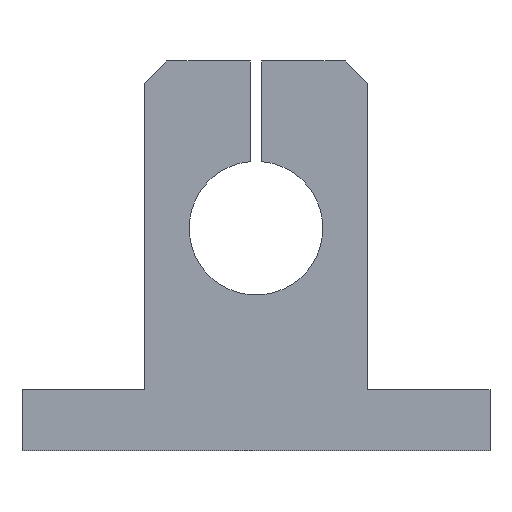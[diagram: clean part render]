
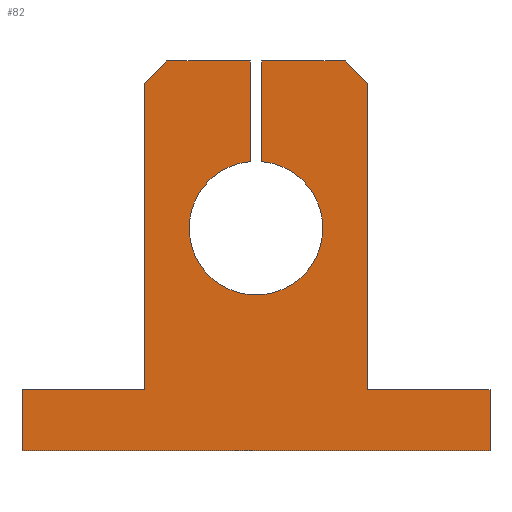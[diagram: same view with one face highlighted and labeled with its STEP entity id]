
A CAD part, front view. The second image highlights one B-rep face of the part: STEP entity #82.
In plain terms, the highlighted planar face has unit normal (0, -1, 0).
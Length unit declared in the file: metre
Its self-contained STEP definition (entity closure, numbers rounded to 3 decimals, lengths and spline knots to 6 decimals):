
#82 = ADVANCED_FACE( '', ( #179 ), #180, .F. );
#179 = FACE_OUTER_BOUND( '', #287, .T. );
#180 = PLANE( '', #288 );
#287 = EDGE_LOOP( '', ( #462, #463, #464, #465, #466, #467, #468, #469, #470, #471, #472, #473, #474, #475 ) );
#288 = AXIS2_PLACEMENT_3D( '', #476, #477, #478 );
#462 = ORIENTED_EDGE( '', *, *, #617, .F. );
#463 = ORIENTED_EDGE( '', *, *, #666, .T. );
#464 = ORIENTED_EDGE( '', *, *, #667, .F. );
#465 = ORIENTED_EDGE( '', *, *, #621, .T. );
#466 = ORIENTED_EDGE( '', *, *, #668, .T. );
#467 = ORIENTED_EDGE( '', *, *, #626, .T. );
#468 = ORIENTED_EDGE( '', *, *, #669, .F. );
#469 = ORIENTED_EDGE( '', *, *, #670, .T. );
#470 = ORIENTED_EDGE( '', *, *, #671, .F. );
#471 = ORIENTED_EDGE( '', *, *, #637, .F. );
#472 = ORIENTED_EDGE( '', *, *, #656, .F. );
#473 = ORIENTED_EDGE( '', *, *, #663, .F. );
#474 = ORIENTED_EDGE( '', *, *, #632, .F. );
#475 = ORIENTED_EDGE( '', *, *, #672, .F. );
#476 = CARTESIAN_POINT( '', ( -0.01, -0.006, 0. ) );
#477 = DIRECTION( '', ( 0., 1., 0. ) );
#478 = DIRECTION( '', ( 0., 0., 1. ) );
#617 = EDGE_CURVE( '', #727, #729, #730, .T. );
#621 = EDGE_CURVE( '', #736, #733, #737, .T. );
#626 = EDGE_CURVE( '', #745, #743, #746, .T. );
#632 = EDGE_CURVE( '', #754, #756, #757, .T. );
#637 = EDGE_CURVE( '', #763, #765, #766, .T. );
#656 = EDGE_CURVE( '', #791, #763, #793, .T. );
#663 = EDGE_CURVE( '', #756, #791, #803, .T. );
#666 = EDGE_CURVE( '', #727, #807, #808, .F. );
#667 = EDGE_CURVE( '', #736, #807, #809, .T. );
#668 = EDGE_CURVE( '', #733, #745, #810, .T. );
#669 = EDGE_CURVE( '', #811, #743, #812, .T. );
#670 = EDGE_CURVE( '', #811, #813, #814, .F. );
#671 = EDGE_CURVE( '', #765, #813, #815, .T. );
#672 = EDGE_CURVE( '', #729, #754, #816, .T. );
#727 = VERTEX_POINT( '', #885 );
#729 = VERTEX_POINT( '', #888 );
#730 = LINE( '', #889, #890 );
#733 = VERTEX_POINT( '', #894 );
#736 = VERTEX_POINT( '', #898 );
#737 = LINE( '', #899, #900 );
#743 = VERTEX_POINT( '', #908 );
#745 = VERTEX_POINT( '', #911 );
#746 = LINE( '', #912, #913 );
#754 = VERTEX_POINT( '', #924 );
#756 = VERTEX_POINT( '', #927 );
#757 = LINE( '', #928, #929 );
#763 = VERTEX_POINT( '', #937 );
#765 = VERTEX_POINT( '', #940 );
#766 = LINE( '', #941, #942 );
#791 = VERTEX_POINT( '', #979 );
#793 = LINE( '', #982, #983 );
#803 = LINE( '', #993, #994 );
#807 = VERTEX_POINT( '', #998 );
#808 = LINE( '', #999, #1000 );
#809 = LINE( '', #1001, #1002 );
#810 = CIRCLE( '', #1003, 0.006 );
#811 = VERTEX_POINT( '', #1004 );
#812 = LINE( '', #1005, #1006 );
#813 = VERTEX_POINT( '', #1007 );
#814 = LINE( '', #1008, #1009 );
#815 = LINE( '', #1010, #1011 );
#816 = LINE( '', #1012, #1013 );
#885 = CARTESIAN_POINT( '', ( 0.01, -0.006, 0.033 ) );
#888 = CARTESIAN_POINT( '', ( 0.01, -0.006, 0.0055 ) );
#889 = CARTESIAN_POINT( '', ( 0.01, -0.006, 0.035 ) );
#890 = VECTOR( '', #1076, 1. );
#894 = CARTESIAN_POINT( '', ( 0.0005, -0.006, 0.025979 ) );
#898 = CARTESIAN_POINT( '', ( 0.0005, -0.006, 0.035 ) );
#899 = CARTESIAN_POINT( '', ( 0.0005, -0.006, 0.035 ) );
#900 = VECTOR( '', #1079, 1. );
#908 = CARTESIAN_POINT( '', ( -0.0005, -0.006, 0.035 ) );
#911 = CARTESIAN_POINT( '', ( -0.0005, -0.006, 0.025979 ) );
#912 = CARTESIAN_POINT( '', ( -0.0005, -0.006, 0.02 ) );
#913 = VECTOR( '', #1083, 1. );
#924 = CARTESIAN_POINT( '', ( 0.021, -0.006, 0.0055 ) );
#927 = CARTESIAN_POINT( '', ( 0.021, -0.006, 0. ) );
#928 = CARTESIAN_POINT( '', ( 0.021, -0.006, 0.0055 ) );
#929 = VECTOR( '', #1088, 1. );
#937 = CARTESIAN_POINT( '', ( -0.021, -0.006, 0.0055 ) );
#940 = CARTESIAN_POINT( '', ( -0.01, -0.006, 0.0055 ) );
#941 = CARTESIAN_POINT( '', ( -0.021, -0.006, 0.0055 ) );
#942 = VECTOR( '', #1092, 1. );
#979 = CARTESIAN_POINT( '', ( -0.021, -0.006, 0. ) );
#982 = CARTESIAN_POINT( '', ( -0.021, -0.006, 0. ) );
#983 = VECTOR( '', #1112, 1. );
#993 = CARTESIAN_POINT( '', ( 0.021, -0.006, 0. ) );
#994 = VECTOR( '', #1122, 1. );
#998 = CARTESIAN_POINT( '', ( 0.008, -0.006, 0.035 ) );
#999 = CARTESIAN_POINT( '', ( 0.008, -0.006, 0.035 ) );
#1000 = VECTOR( '', #1126, 1. );
#1001 = CARTESIAN_POINT( '', ( -0.01, -0.006, 0.035 ) );
#1002 = VECTOR( '', #1127, 1. );
#1003 = AXIS2_PLACEMENT_3D( '', #1128, #1129, #1130 );
#1004 = CARTESIAN_POINT( '', ( -0.008, -0.006, 0.035 ) );
#1005 = CARTESIAN_POINT( '', ( -0.01, -0.006, 0.035 ) );
#1006 = VECTOR( '', #1131, 1. );
#1007 = CARTESIAN_POINT( '', ( -0.01, -0.006, 0.033 ) );
#1008 = CARTESIAN_POINT( '', ( -0.01, -0.006, 0.033 ) );
#1009 = VECTOR( '', #1132, 1. );
#1010 = CARTESIAN_POINT( '', ( -0.01, -0.006, 0.0055 ) );
#1011 = VECTOR( '', #1133, 1. );
#1012 = CARTESIAN_POINT( '', ( 0.01, -0.006, 0.0055 ) );
#1013 = VECTOR( '', #1134, 1. );
#1076 = DIRECTION( '', ( 0., 0., -1. ) );
#1079 = DIRECTION( '', ( 0., 0., -1. ) );
#1083 = DIRECTION( '', ( 0., 0., 1. ) );
#1088 = DIRECTION( '', ( 0., 0., -1. ) );
#1092 = DIRECTION( '', ( 1., 0., 0. ) );
#1112 = DIRECTION( '', ( 0., 0., 1. ) );
#1122 = DIRECTION( '', ( -1., 0., 0. ) );
#1126 = DIRECTION( '', ( 0.707, 0., -0.707 ) );
#1127 = DIRECTION( '', ( 1., 0., 0. ) );
#1128 = CARTESIAN_POINT( '', ( 0., -0.006, 0.02 ) );
#1129 = DIRECTION( '', ( 0., 1., 0. ) );
#1130 = DIRECTION( '', ( 1., 0., 0. ) );
#1131 = DIRECTION( '', ( 1., 0., 0. ) );
#1132 = DIRECTION( '', ( 0.707, 0., 0.707 ) );
#1133 = DIRECTION( '', ( 0., 0., 1. ) );
#1134 = DIRECTION( '', ( 1., 0., 0. ) );
